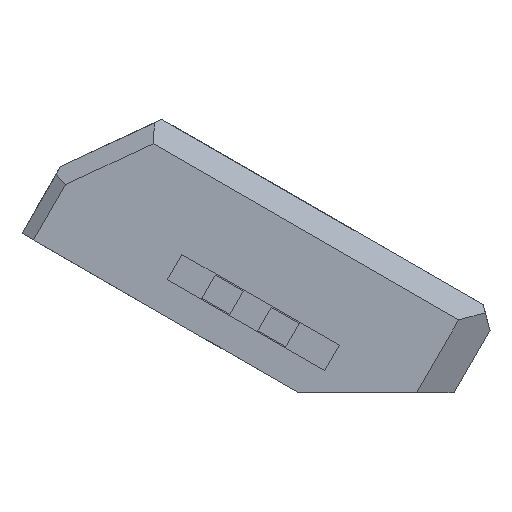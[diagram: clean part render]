
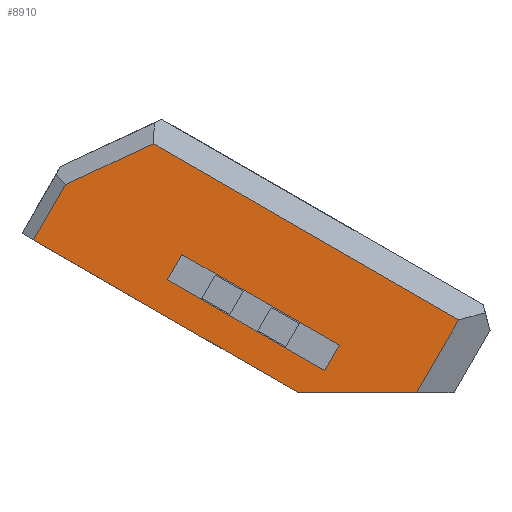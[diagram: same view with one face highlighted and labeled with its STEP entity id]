
A CAD part, left-side view. The second image highlights one B-rep face of the part: STEP entity #8910.
In plain terms, the highlighted planar face has unit normal (-1, 0, 0).
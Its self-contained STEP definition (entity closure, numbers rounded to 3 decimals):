
#128=FACE_BOUND('',#1333,.T.);
#833=FACE_OUTER_BOUND('',#1332,.T.);
#1332=EDGE_LOOP('',(#8024,#8025,#8026,#8027,#8028,#8029));
#1333=EDGE_LOOP('',(#8030,#8031,#8032,#8033));
#1687=LINE('',#12896,#2741);
#1702=LINE('',#12925,#2756);
#1871=LINE('',#13266,#2925);
#1954=LINE('',#13437,#3008);
#1956=LINE('',#13443,#3010);
#1960=LINE('',#13451,#3014);
#1962=LINE('',#13455,#3016);
#1965=LINE('',#13460,#3019);
#2381=LINE('',#15930,#3435);
#2382=LINE('',#15931,#3436);
#2741=VECTOR('',#9824,14.801);
#2756=VECTOR('',#9847,54.359);
#2925=VECTOR('',#10142,14.942);
#3008=VECTOR('',#10299,9.861);
#3010=VECTOR('',#10303,4.5);
#3014=VECTOR('',#10309,28.);
#3016=VECTOR('',#10313,4.5);
#3019=VECTOR('',#10318,28.);
#3435=VECTOR('',#11142,10.);
#3436=VECTOR('',#11143,55.629);
#3816=VERTEX_POINT('',#12893);
#3817=VERTEX_POINT('',#12895);
#3827=VERTEX_POINT('',#12923);
#3936=VERTEX_POINT('',#13264);
#3987=VERTEX_POINT('',#13435);
#3989=VERTEX_POINT('',#13440);
#3990=VERTEX_POINT('',#13442);
#3993=VERTEX_POINT('',#13449);
#3994=VERTEX_POINT('',#13454);
#4291=VERTEX_POINT('',#15929);
#4750=EDGE_CURVE('',#3816,#3817,#1687,.F.);
#4765=EDGE_CURVE('',#3816,#3827,#1702,.F.);
#4936=EDGE_CURVE('',#3827,#3936,#1871,.T.);
#5022=EDGE_CURVE('',#3987,#3936,#1954,.T.);
#5024=EDGE_CURVE('',#3989,#3990,#1956,.F.);
#5028=EDGE_CURVE('',#3993,#3989,#1960,.F.);
#5030=EDGE_CURVE('',#3994,#3993,#1962,.T.);
#5033=EDGE_CURVE('',#3990,#3994,#1965,.T.);
#5552=EDGE_CURVE('',#3817,#4291,#2381,.T.);
#5553=EDGE_CURVE('',#4291,#3987,#2382,.F.);
#8024=ORIENTED_EDGE('',*,*,#5552,.F.);
#8025=ORIENTED_EDGE('',*,*,#4750,.F.);
#8026=ORIENTED_EDGE('',*,*,#4765,.T.);
#8027=ORIENTED_EDGE('',*,*,#4936,.T.);
#8028=ORIENTED_EDGE('',*,*,#5022,.F.);
#8029=ORIENTED_EDGE('',*,*,#5553,.F.);
#8030=ORIENTED_EDGE('',*,*,#5028,.F.);
#8031=ORIENTED_EDGE('',*,*,#5030,.F.);
#8032=ORIENTED_EDGE('',*,*,#5033,.F.);
#8033=ORIENTED_EDGE('',*,*,#5024,.F.);
#8458=PLANE('',#9323);
#8910=ADVANCED_FACE('',(#833,#128),#8458,.F.);
#9323=AXIS2_PLACEMENT_3D('',#15928,#11140,#11141);
#9824=DIRECTION('',(0.,-0.5,0.866));
#9847=DIRECTION('',(0.,-0.866,-0.5));
#10142=DIRECTION('',(0.,0.906,-0.423));
#10299=DIRECTION('',(0.,-0.5,0.866));
#10303=DIRECTION('',(0.,-0.5,0.866));
#10309=DIRECTION('',(0.,-0.866,-0.5));
#10313=DIRECTION('',(0.,-0.5,0.866));
#10318=DIRECTION('',(0.,-0.866,-0.5));
#11140=DIRECTION('center_axis',(1.,0.,0.));
#11141=DIRECTION('ref_axis',(0.,-0.5,0.866));
#11142=DIRECTION('',(0.,1.,0.));
#11143=DIRECTION('',(0.,-0.866,-0.5));
#12893=CARTESIAN_POINT('',(37.956,-484.156,-323.484));
#12895=CARTESIAN_POINT('',(37.956,-477.672,-334.715));
#12896=CARTESIAN_POINT('',(37.956,-476.756,-336.301));
#12923=CARTESIAN_POINT('',(37.956,-437.08,-296.304));
#12925=CARTESIAN_POINT('',(37.956,-437.08,-296.304));
#13264=CARTESIAN_POINT('',(37.956,-423.538,-302.619));
#13266=CARTESIAN_POINT('',(37.956,-437.08,-296.304));
#13435=CARTESIAN_POINT('',(37.956,-418.608,-311.159));
#13437=CARTESIAN_POINT('',(37.956,-418.608,-311.159));
#13440=CARTESIAN_POINT('',(37.956,-441.483,-313.396));
#13442=CARTESIAN_POINT('',(37.956,-439.233,-317.293));
#13443=CARTESIAN_POINT('',(37.956,-439.233,-317.293));
#13449=CARTESIAN_POINT('',(37.956,-465.731,-327.396));
#13451=CARTESIAN_POINT('',(37.956,-441.483,-313.396));
#13454=CARTESIAN_POINT('',(37.956,-463.481,-331.293));
#13455=CARTESIAN_POINT('',(37.956,-463.481,-331.293));
#13460=CARTESIAN_POINT('',(37.956,-439.233,-317.293));
#15928=CARTESIAN_POINT('Origin',(37.956,-429.208,-287.257));
#15929=CARTESIAN_POINT('',(37.956,-459.408,-334.715));
#15930=CARTESIAN_POINT('',(37.956,-441.416,-334.715));
#15931=CARTESIAN_POINT('',(37.956,-418.608,-311.159));
